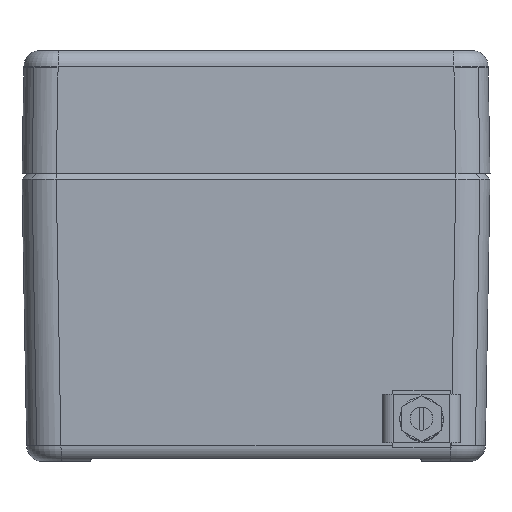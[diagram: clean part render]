
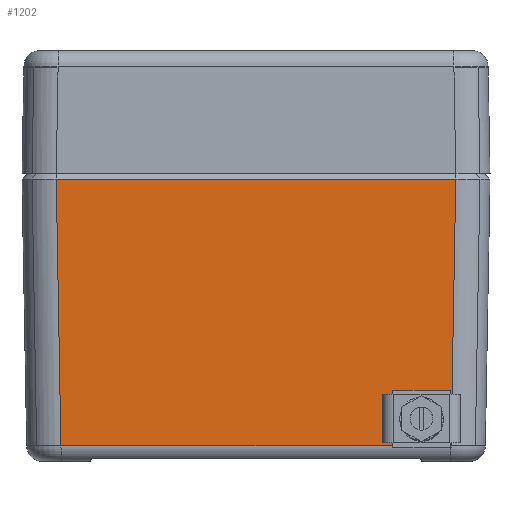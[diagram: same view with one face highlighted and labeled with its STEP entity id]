
A CAD part, left-side view. The second image highlights one B-rep face of the part: STEP entity #1202.
In plain terms, the highlighted planar face has unit normal (-1, 0, -0.018).
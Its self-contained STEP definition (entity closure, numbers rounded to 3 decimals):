
#1146=AXIS2_PLACEMENT_3D('Plane Axis2P3D',#1143,#1144,#1145) ;
#1083=CARTESIAN_POINT('Control Point',(13.774,13.423,8.277)) ;
#1084=CARTESIAN_POINT('Control Point',(13.767,13.224,8.641)) ;
#1085=CARTESIAN_POINT('Control Point',(13.762,12.909,8.942)) ;
#1086=CARTESIAN_POINT('Control Point',(13.759,12.504,9.128)) ;
#1087=CARTESIAN_POINT('Control Point',(13.758,11.853,9.194)) ;
#1088=CARTESIAN_POINT('Control Point',(13.762,11.264,8.967)) ;
#1089=CARTESIAN_POINT('Control Point',(13.764,11.082,8.86)) ;
#1090=CARTESIAN_POINT('Control Point',(13.77,10.611,8.47)) ;
#1091=CARTESIAN_POINT('Control Point',(13.78,10.351,7.895)) ;
#1092=CARTESIAN_POINT('Control Point',(13.788,10.304,7.475)) ;
#1093=CARTESIAN_POINT('Control Point',(13.795,10.388,7.07)) ;
#1094=CARTESIAN_POINT('Control Point',(13.801,10.578,6.723)) ;
#1095=CARTESIAN_POINT('Vertex',(13.774,13.423,8.277)) ;
#1097=CARTESIAN_POINT('Vertex',(13.801,10.578,6.723)) ;
#1123=CARTESIAN_POINT('Control Point',(13.801,10.578,6.723)) ;
#1124=CARTESIAN_POINT('Control Point',(13.807,10.777,6.359)) ;
#1125=CARTESIAN_POINT('Control Point',(13.812,11.092,6.058)) ;
#1126=CARTESIAN_POINT('Control Point',(13.816,11.497,5.872)) ;
#1127=CARTESIAN_POINT('Control Point',(13.817,12.148,5.806)) ;
#1128=CARTESIAN_POINT('Control Point',(13.813,12.736,6.033)) ;
#1129=CARTESIAN_POINT('Control Point',(13.811,12.919,6.14)) ;
#1130=CARTESIAN_POINT('Control Point',(13.804,13.39,6.53)) ;
#1131=CARTESIAN_POINT('Control Point',(13.794,13.65,7.105)) ;
#1132=CARTESIAN_POINT('Control Point',(13.787,13.696,7.525)) ;
#1133=CARTESIAN_POINT('Control Point',(13.78,13.613,7.93)) ;
#1134=CARTESIAN_POINT('Control Point',(13.774,13.423,8.277)) ;
#1143=CARTESIAN_POINT('Axis2P3D Location',(13.054,82.,49.5)) ;
#1148=CARTESIAN_POINT('Line Origine',(13.462,75.593,26.148)) ;
#1152=CARTESIAN_POINT('Vertex',(13.869,75.186,2.813)) ;
#1154=CARTESIAN_POINT('Vertex',(13.054,76.001,49.483)) ;
#1157=CARTESIAN_POINT('Line Origine',(13.87,75.185,2.782)) ;
#1161=CARTESIAN_POINT('Vertex',(13.87,75.185,2.751)) ;
#1164=CARTESIAN_POINT('Line Origine',(13.87,41.,2.751)) ;
#1168=CARTESIAN_POINT('Vertex',(13.87,6.815,2.751)) ;
#1171=CARTESIAN_POINT('Line Origine',(13.87,6.815,2.782)) ;
#1175=CARTESIAN_POINT('Vertex',(13.869,6.814,2.813)) ;
#1178=CARTESIAN_POINT('Line Origine',(13.462,6.407,26.148)) ;
#1182=CARTESIAN_POINT('Vertex',(13.054,5.999,49.483)) ;
#1185=CARTESIAN_POINT('Line Origine',(13.054,41.,49.483)) ;
#1144=DIRECTION('Axis2P3D Direction',(-1.,0.,-0.017)) ;
#1145=DIRECTION('Axis2P3D XDirection',(-0.017,0.,1.)) ;
#1149=DIRECTION('Vector Direction',(-0.017,0.017,1.)) ;
#1158=DIRECTION('Vector Direction',(-0.017,0.017,1.)) ;
#1165=DIRECTION('Vector Direction',(0.,1.,0.)) ;
#1172=DIRECTION('Vector Direction',(0.017,0.017,-1.)) ;
#1179=DIRECTION('Vector Direction',(0.017,0.017,-1.)) ;
#1186=DIRECTION('Vector Direction',(0.,1.,0.)) ;
#1150=VECTOR('Line Direction',#1149,1.) ;
#1159=VECTOR('Line Direction',#1158,1.) ;
#1166=VECTOR('Line Direction',#1165,1.) ;
#1173=VECTOR('Line Direction',#1172,1.) ;
#1180=VECTOR('Line Direction',#1179,1.) ;
#1187=VECTOR('Line Direction',#1186,1.) ;
#1191=ORIENTED_EDGE('',*,*,#1156,.F.) ;
#1192=ORIENTED_EDGE('',*,*,#1163,.F.) ;
#1193=ORIENTED_EDGE('',*,*,#1170,.F.) ;
#1194=ORIENTED_EDGE('',*,*,#1177,.F.) ;
#1195=ORIENTED_EDGE('',*,*,#1184,.F.) ;
#1196=ORIENTED_EDGE('',*,*,#1189,.T.) ;
#1199=ORIENTED_EDGE('',*,*,#1135,.T.) ;
#1200=ORIENTED_EDGE('',*,*,#1099,.T.) ;
#1201=FACE_BOUND('',#1198,.T.) ;
#1202=ADVANCED_FACE('Body',(#1197,#1201),#1147,.T.) ;
#1082=B_SPLINE_CURVE_WITH_KNOTS('',5,(#1083,#1084,#1085,#1086,#1087,#1088,#1089,#1090,#1091,#1092,#1093,#1094),.UNSPECIFIED.,.F.,.U.,(6,3,3,6),(0.,2.933,4.404,7.202),.UNSPECIFIED.) ;
#1122=B_SPLINE_CURVE_WITH_KNOTS('',5,(#1123,#1124,#1125,#1126,#1127,#1128,#1129,#1130,#1131,#1132,#1133,#1134),.UNSPECIFIED.,.F.,.U.,(6,3,3,6),(0.,2.933,4.404,7.202),.UNSPECIFIED.) ;
#1099=EDGE_CURVE('',#1096,#1098,#1082,.T.) ;
#1135=EDGE_CURVE('',#1098,#1096,#1122,.T.) ;
#1156=EDGE_CURVE('',#1153,#1155,#1151,.T.) ;
#1163=EDGE_CURVE('',#1162,#1153,#1160,.T.) ;
#1170=EDGE_CURVE('',#1169,#1162,#1167,.T.) ;
#1177=EDGE_CURVE('',#1176,#1169,#1174,.T.) ;
#1184=EDGE_CURVE('',#1183,#1176,#1181,.T.) ;
#1189=EDGE_CURVE('',#1183,#1155,#1188,.T.) ;
#1190=EDGE_LOOP('',(#1191,#1192,#1193,#1194,#1195,#1196)) ;
#1198=EDGE_LOOP('',(#1199,#1200)) ;
#1197=FACE_OUTER_BOUND('',#1190,.T.) ;
#1151=LINE('Line',#1148,#1150) ;
#1160=LINE('Line',#1157,#1159) ;
#1167=LINE('Line',#1164,#1166) ;
#1174=LINE('Line',#1171,#1173) ;
#1181=LINE('Line',#1178,#1180) ;
#1188=LINE('Line',#1185,#1187) ;
#1147=PLANE('',#1146) ;
#1096=VERTEX_POINT('',#1095) ;
#1098=VERTEX_POINT('',#1097) ;
#1153=VERTEX_POINT('',#1152) ;
#1155=VERTEX_POINT('',#1154) ;
#1162=VERTEX_POINT('',#1161) ;
#1169=VERTEX_POINT('',#1168) ;
#1176=VERTEX_POINT('',#1175) ;
#1183=VERTEX_POINT('',#1182) ;
